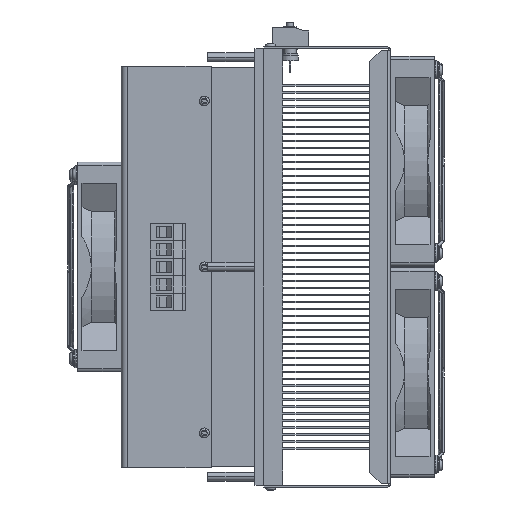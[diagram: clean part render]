
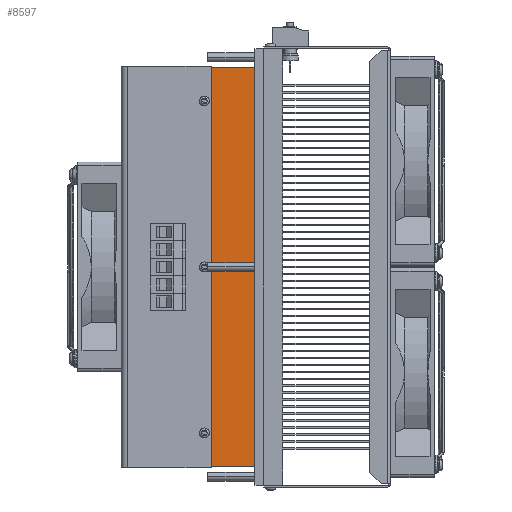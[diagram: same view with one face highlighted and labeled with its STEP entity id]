
A CAD part, left-side view. The second image highlights one B-rep face of the part: STEP entity #8597.
In plain terms, the highlighted face is planar.
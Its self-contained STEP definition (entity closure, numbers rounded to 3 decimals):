
#1415 = CARTESIAN_POINT ( 'NONE',  ( 114., 12.5, 74. ) ) ;
#1996 = LINE ( 'NONE', #1415, #29607 ) ;
#2234 = LINE ( 'NONE', #32020, #29797 ) ;
#2614 = CARTESIAN_POINT ( 'NONE',  ( 114., -12.5, 74. ) ) ;
#2795 = LINE ( 'NONE', #2614, #29428 ) ;
#5178 = DIRECTION ( 'NONE',  ( 1., 0., 0. ) ) ;
#6635 = AXIS2_PLACEMENT_3D ( 'NONE', #23903, #26714, #29505 ) ;
#7809 = ORIENTED_EDGE ( 'NONE', *, *, #29312, .F. ) ;
#8597 = ADVANCED_FACE ( 'NONE', ( #32719 ), #32509, .F. ) ;
#10173 = DIRECTION ( 'NONE',  ( 0., -1., 0. ) ) ;
#11453 = EDGE_CURVE ( 'NONE', #33783, #18187, #2234, .T. ) ;
#15011 = CARTESIAN_POINT ( 'NONE',  ( 114., 12.5, 74. ) ) ;
#15501 = ORIENTED_EDGE ( 'NONE', *, *, #22577, .T. ) ;
#16100 = EDGE_LOOP ( 'NONE', ( #15501, #26787, #7809, #24636 ) ) ;
#18187 = VERTEX_POINT ( 'NONE', #26183 ) ;
#19929 = LINE ( 'NONE', #25388, #33330 ) ;
#22577 = EDGE_CURVE ( 'NONE', #18187, #30065, #2795, .T. ) ;
#22695 = EDGE_CURVE ( 'NONE', #35495, #30065, #19929, .T. ) ;
#23903 = CARTESIAN_POINT ( 'NONE',  ( 114., 12.5, 74. ) ) ;
#24636 = ORIENTED_EDGE ( 'NONE', *, *, #11453, .T. ) ;
#25388 = CARTESIAN_POINT ( 'NONE',  ( 114., 12.5, 74. ) ) ;
#26183 = CARTESIAN_POINT ( 'NONE',  ( -114., -12.5, 74. ) ) ;
#26714 = DIRECTION ( 'NONE',  ( 0., 0., -1. ) ) ;
#26787 = ORIENTED_EDGE ( 'NONE', *, *, #22695, .F. ) ;
#29004 = DIRECTION ( 'NONE',  ( 0., -1., 0. ) ) ;
#29312 = EDGE_CURVE ( 'NONE', #33783, #35495, #1996, .T. ) ;
#29428 = VECTOR ( 'NONE', #32393, 1000. ) ;
#29505 = DIRECTION ( 'NONE',  ( -1., 0., 0. ) ) ;
#29607 = VECTOR ( 'NONE', #5178, 1000. ) ;
#29797 = VECTOR ( 'NONE', #29004, 1000. ) ;
#30065 = VERTEX_POINT ( 'NONE', #31494 ) ;
#31494 = CARTESIAN_POINT ( 'NONE',  ( 114., -12.5, 74. ) ) ;
#32020 = CARTESIAN_POINT ( 'NONE',  ( -114., 12.5, 74. ) ) ;
#32393 = DIRECTION ( 'NONE',  ( 1., 0., 0. ) ) ;
#32509 = PLANE ( 'NONE',  #6635 ) ;
#32719 = FACE_OUTER_BOUND ( 'NONE', #16100, .T. ) ;
#33330 = VECTOR ( 'NONE', #10173, 1000. ) ;
#33783 = VERTEX_POINT ( 'NONE', #35557 ) ;
#35495 = VERTEX_POINT ( 'NONE', #15011 ) ;
#35557 = CARTESIAN_POINT ( 'NONE',  ( -114., 12.5, 74. ) ) ;
